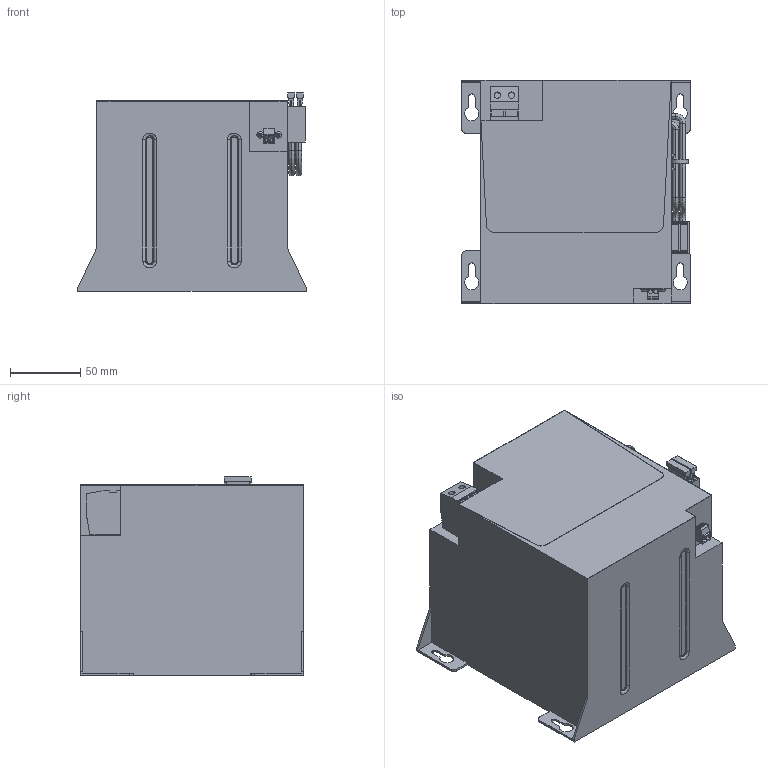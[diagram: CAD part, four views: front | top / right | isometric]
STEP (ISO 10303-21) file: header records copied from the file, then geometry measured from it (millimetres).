
FILE_DESCRIPTION(('CATIA V5 STEP Exchange','CAx-IF Rec.Pracs.--- Model Styling and Organization---1.4--- 2014-01-23'),'2;1');
FILE_NAME ('D1477710_2_2789910000_S3D_DURA_ECO_LA-BAT_24V_7AH.stp','2021-07-16T11:02:59+00:00',('none'),('Weidmueller'),'CATIA Version 5-6 Release 2016 SP3 HF44','CATIA V5 STEP AP214','none');
FILE_SCHEMA(('AUTOMOTIVE_DESIGN { 1 0 10303 214 1 1 1 1 }'));
Length unit declared in the file: millimetre
Products named in the file (1): S3D_DURA_ECO_LA-BAT_24V_7AH
Bounding box: 162 x 158.3 x 141 mm (x, y, z)
Volume: 2864733.3 mm3; surface area: 187594.8 mm2
Topology: 21 solids, 21 shells, 602 faces, 1552 edges, 1017 vertices
Faces by surface type: plane 449, cylinder 101, torus 28, bspline 16, cone 8
Entity records: 19788 total; most frequent: CARTESIAN_POINT 5129, ORIENTED_EDGE 3104, DIRECTION 2404, EDGE_CURVE 1552, VECTOR 1223, LINE 1223, VERTEX_POINT 1017, AXIS2_PLACEMENT_3D 705
